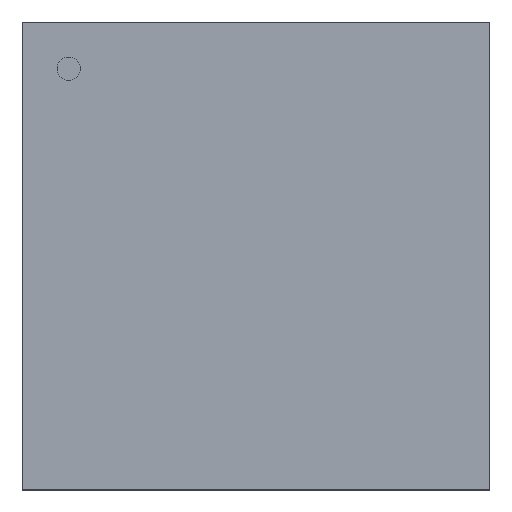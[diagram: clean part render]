
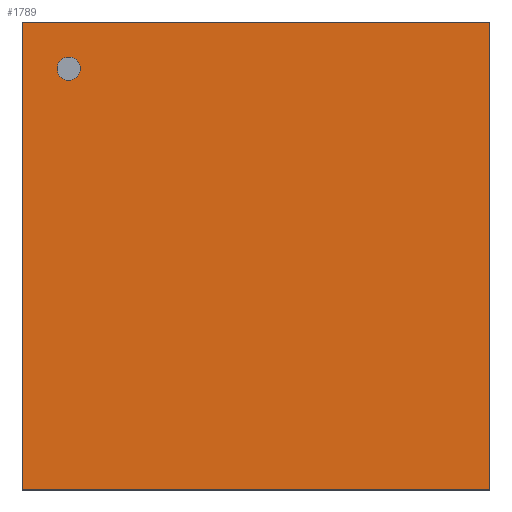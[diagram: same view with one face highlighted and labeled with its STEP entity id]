
A CAD part, top view. The second image highlights one B-rep face of the part: STEP entity #1789.
In plain terms, the highlighted planar face has unit normal (0, 0, 1).
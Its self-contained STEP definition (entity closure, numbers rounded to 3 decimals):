
#1565=CARTESIAN_POINT('',(5.055,-5.055,1.702));
#1564=VERTEX_POINT('',#1565);
#1575=CARTESIAN_POINT('',(-5.055,-5.055,1.702));
#1574=VERTEX_POINT('',#1575);
#1573=EDGE_CURVE('',#1574,#1564,#1578,.T.);
#1578=LINE('',#1575,#1580);
#1580=VECTOR('',#1581,10.109);
#1581=DIRECTION('',(1.0,0.0,0.0));
#1614=CARTESIAN_POINT('',(5.055,5.055,1.702));
#1613=VERTEX_POINT('',#1614);
#1622=EDGE_CURVE('',#1564,#1613,#1627,.T.);
#1627=LINE('',#1565,#1629);
#1629=VECTOR('',#1630,10.109);
#1630=DIRECTION('',(0.0,1.0,0.0));
#1663=CARTESIAN_POINT('',(-5.055,5.055,1.702));
#1662=VERTEX_POINT('',#1663);
#1671=EDGE_CURVE('',#1613,#1662,#1676,.T.);
#1676=LINE('',#1614,#1678);
#1678=VECTOR('',#1679,10.109);
#1679=DIRECTION('',(-1.0,0.0,0.0));
#1720=EDGE_CURVE('',#1662,#1574,#1725,.T.);
#1725=LINE('',#1663,#1727);
#1727=VECTOR('',#1728,10.109);
#1728=DIRECTION('',(0.0,-1.0,0.0));
#1789=ADVANCED_FACE('',(#1795),#1790,.T.);
#1790=PLANE('',#1791);
#1791=AXIS2_PLACEMENT_3D('',#1792,#1793,#1794);
#1792=CARTESIAN_POINT('',(-5.055,-5.055,1.702));
#1793=DIRECTION('',(0.0,0.0,1.0));
#1794=DIRECTION('',(0.,1.,0.));
#1795=FACE_OUTER_BOUND('',#1796,.T.);
#1796=EDGE_LOOP('',(#1797,#1807,#1817,#1827));
#1797=ORIENTED_EDGE('',*,*,#1573,.T.);
#1807=ORIENTED_EDGE('',*,*,#1622,.T.);
#1817=ORIENTED_EDGE('',*,*,#1671,.T.);
#1827=ORIENTED_EDGE('',*,*,#1720,.T.);
